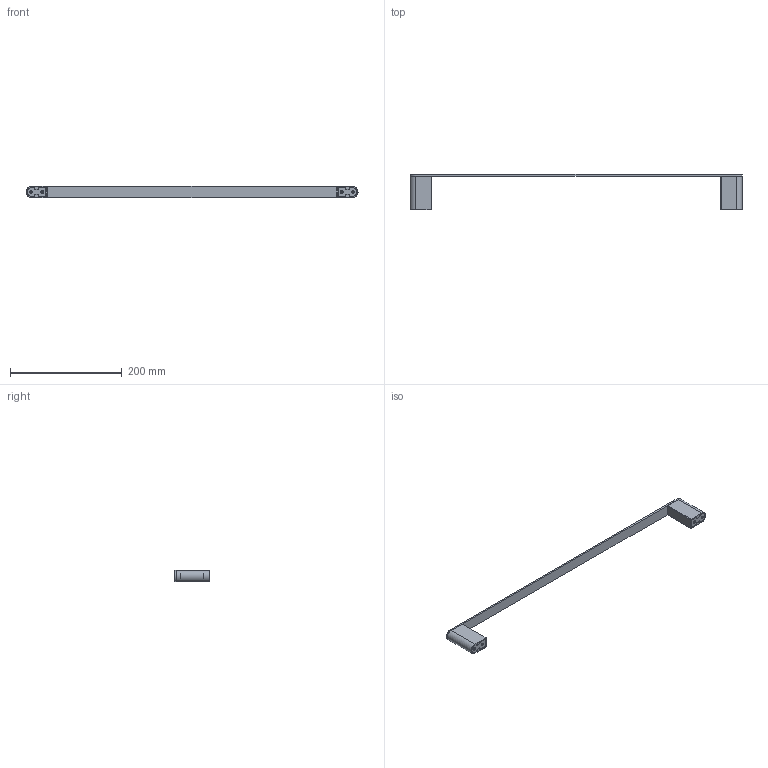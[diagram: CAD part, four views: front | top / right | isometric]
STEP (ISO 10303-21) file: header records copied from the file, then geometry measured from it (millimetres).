
FILE_DESCRIPTION (( 'STEP AP203' ), '1' );
FILE_NAME ('66628,0.STEP', '2020-09-01T08:26:12', ( '' ), ( '' ), 'SwSTEP 2.0', 'SolidWorks 2020', '' );
FILE_SCHEMA (( 'CONFIG_CONTROL_DESIGN' ));
Length unit declared in the file: millimetre
Products named in the file (8): 50Á¹ªT24í-; 50ﾎｨ摠ﾋﾏ﨔; ¦-+¨¯ã--ÂT¯¢ÂÊTÞT¬M5X5; 33扛蠍; 50ﾎｨ摠ﾎ｡﨔; 50--ﾎ-ﾃﾈ; 66628,0; -趉-=姇溷映4X8
Assembly tree (15 placements, depth 2):
  66628,0
    50--ﾎ-ﾃﾈ  x2
    50ﾎｨ摠ﾎ｡﨔
    50ﾎｨ摠ﾋﾏ﨔
    50Á¹ªT24í-
    33扛蠍  x4
    -趉-=姇溷映4X8  x4
    ¦-+¨¯ã--ÂT¯¢ÂÊTÞT¬M5X5  x2
Bounding box: 595 x 63 x 20 mm (x, y, z)
Volume: 79084.9 mm3; surface area: 61176 mm2
Topology: 15 solids, 15 shells, 501 faces, 1289 edges, 836 vertices
Faces by surface type: cylinder 219, plane 176, cone 78, bspline 28
Entity records: 10399 total; most frequent: CARTESIAN_POINT 3808, ORIENTED_EDGE 1196, DIRECTION 1122, EDGE_CURVE 598, AXIS2_PLACEMENT_3D 407, VERTEX_POINT 391, VECTOR 308, LINE 308
